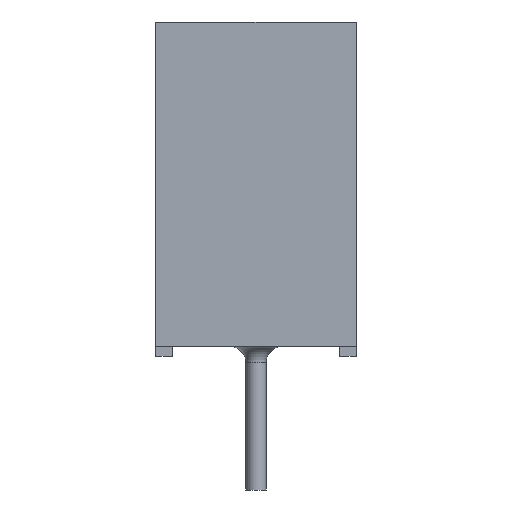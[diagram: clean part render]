
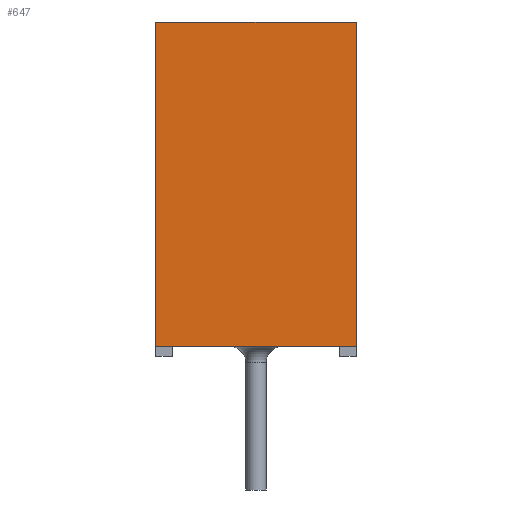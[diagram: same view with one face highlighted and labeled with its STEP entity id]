
A CAD part, left-side view. The second image highlights one B-rep face of the part: STEP entity #647.
In plain terms, the highlighted planar face has unit normal (-1, 0, 0).
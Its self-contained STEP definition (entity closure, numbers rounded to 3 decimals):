
#647 = ADVANCED_FACE( '', ( #1358 ), #1359, .F. );
#1358 = FACE_OUTER_BOUND( '', #2136, .T. );
#1359 = PLANE( '', #2137 );
#2136 = EDGE_LOOP( '', ( #4669, #4670, #4671, #4672 ) );
#2137 = AXIS2_PLACEMENT_3D( '', #4673, #4674, #4675 );
#4669 = ORIENTED_EDGE( '', *, *, #5328, .T. );
#4670 = ORIENTED_EDGE( '', *, *, #5606, .F. );
#4671 = ORIENTED_EDGE( '', *, *, #5681, .F. );
#4672 = ORIENTED_EDGE( '', *, *, #5432, .T. );
#4673 = CARTESIAN_POINT( '', ( -5.5, -3., 4.85 ) );
#4674 = DIRECTION( '', ( 1., 0., 0. ) );
#4675 = DIRECTION( '', ( 0., 0., -1. ) );
#5328 = EDGE_CURVE( '', #6375, #6376, #6377, .T. );
#5432 = EDGE_CURVE( '', #6537, #6375, #6538, .T. );
#5606 = EDGE_CURVE( '', #6763, #6376, #6765, .T. );
#5681 = EDGE_CURVE( '', #6537, #6763, #6848, .T. );
#6375 = VERTEX_POINT( '', #8600 );
#6376 = VERTEX_POINT( '', #8601 );
#6377 = LINE( '', #8602, #8603 );
#6537 = VERTEX_POINT( '', #9066 );
#6538 = LINE( '', #9067, #9068 );
#6763 = VERTEX_POINT( '', #9773 );
#6765 = LINE( '', #9776, #9777 );
#6848 = LINE( '', #10015, #10016 );
#8600 = CARTESIAN_POINT( '', ( -5.5, 3., 4.85 ) );
#8601 = CARTESIAN_POINT( '', ( -5.5, 3., -4.85 ) );
#8602 = CARTESIAN_POINT( '', ( -5.5, 3., 4.85 ) );
#8603 = VECTOR( '', #10316, 1000. );
#9066 = CARTESIAN_POINT( '', ( -5.5, -3., 4.85 ) );
#9067 = CARTESIAN_POINT( '', ( -5.5, -3., 4.85 ) );
#9068 = VECTOR( '', #10378, 1000. );
#9773 = CARTESIAN_POINT( '', ( -5.5, -3., -4.85 ) );
#9776 = CARTESIAN_POINT( '', ( -5.5, -3., -4.85 ) );
#9777 = VECTOR( '', #10455, 1000. );
#10015 = CARTESIAN_POINT( '', ( -5.5, -3., 4.85 ) );
#10016 = VECTOR( '', #10483, 1000. );
#10316 = DIRECTION( '', ( 0., 0., -1. ) );
#10378 = DIRECTION( '', ( 0., 1., 0. ) );
#10455 = DIRECTION( '', ( 0., 1., 0. ) );
#10483 = DIRECTION( '', ( 0., 0., -1. ) );
